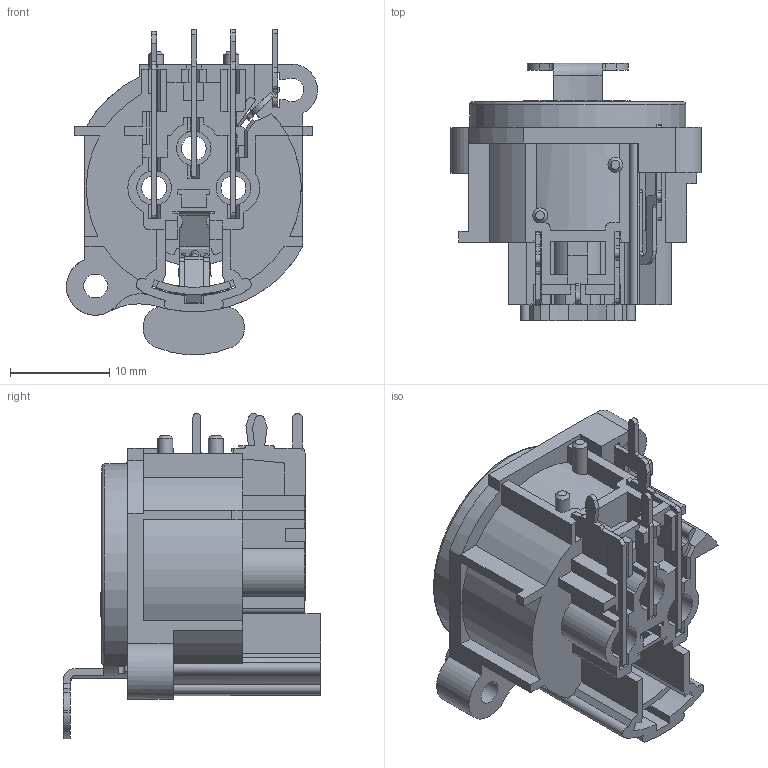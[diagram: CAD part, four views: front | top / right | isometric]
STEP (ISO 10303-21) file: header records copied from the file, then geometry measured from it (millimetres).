
FILE_DESCRIPTION(/* description */ (''),/* implementation_level */ '2;1');
FILE_NAME(/* name */ 'AC3FAH2-AU-PRE.stp',/* time_stamp */ '2023-04-26T14:43:12+10:00',/* author */ ('minh'),/* organization */ (''),/* preprocessor_version */ 'ST-DEVELOPER v18.1',/* originating_system */ 'Autodesk Inventor 2022',/* authorisation */ '');
FILE_SCHEMA (('AUTOMOTIVE_DESIGN { 1 0 10303 214 3 1 1 }'));
Length unit declared in the file: inch
Products named in the file (1): AC3FAH2-AU-PRE
Bounding box: 25.35 x 26 x 32.82 mm (x, y, z)
Volume: 4667 mm3; surface area: 7530.1 mm2
Topology: 1 solids, 1 shells, 1009 faces, 2939 edges, 1932 vertices
Faces by surface type: plane 743, cylinder 180, bspline 64, torus 14, cone 7, sphere 1
Full cylindrical faces by diameter (mm): 1.5 x2, 2.4 x1, 2.5 x3
Entity records: 35357 total; most frequent: CARTESIAN_POINT 7659, ORIENTED_EDGE 5874, DIRECTION 5094, EDGE_CURVE 2937, LINE 2322, VECTOR 2322, VERTEX_POINT 1932, AXIS2_PLACEMENT_3D 1386
